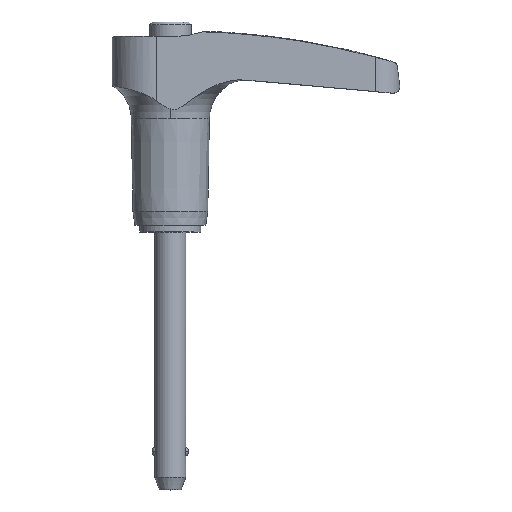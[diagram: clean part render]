
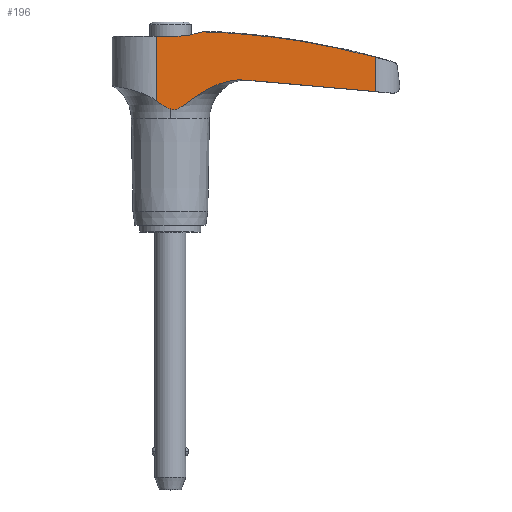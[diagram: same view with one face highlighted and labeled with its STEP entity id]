
A CAD part, top view. The second image highlights one B-rep face of the part: STEP entity #196.
In plain terms, the highlighted planar face has unit normal (0.068, 0, 0.998).
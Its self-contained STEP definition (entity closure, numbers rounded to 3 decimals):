
#196=ADVANCED_FACE('',(#394),#395,.T.);
#394=FACE_OUTER_BOUND('',#586,.T.);
#395=PLANE('',#587);
#586=EDGE_LOOP('',(#1113,#1114,#1115,#1116,#1117,#1118,#1119,#1120,#1121));
#587=AXIS2_PLACEMENT_3D('',#1122,#1123,#1124);
#1113=ORIENTED_EDGE('',*,*,#1287,.T.);
#1114=ORIENTED_EDGE('',*,*,#1319,.F.);
#1115=ORIENTED_EDGE('',*,*,#1327,.T.);
#1116=ORIENTED_EDGE('',*,*,#1314,.T.);
#1117=ORIENTED_EDGE('',*,*,#1349,.T.);
#1118=ORIENTED_EDGE('',*,*,#1339,.T.);
#1119=ORIENTED_EDGE('',*,*,#1174,.T.);
#1120=ORIENTED_EDGE('',*,*,#1275,.T.);
#1121=ORIENTED_EDGE('',*,*,#1214,.T.);
#1122=CARTESIAN_POINT('',(14.654,0.0,5.195));
#1123=DIRECTION('',(0.068,0.,0.998));
#1124=DIRECTION('',(0.998,0.,-0.068));
#1174=EDGE_CURVE('',#1412,#1410,#1413,.T.);
#1214=EDGE_CURVE('',#1479,#1480,#1481,.T.);
#1275=EDGE_CURVE('',#1410,#1479,#1568,.T.);
#1287=EDGE_CURVE('',#1480,#1582,#1585,.T.);
#1314=EDGE_CURVE('',#1618,#1619,#1620,.T.);
#1319=EDGE_CURVE('',#1624,#1582,#1626,.T.);
#1327=EDGE_CURVE('',#1624,#1618,#1636,.T.);
#1339=EDGE_CURVE('',#1649,#1412,#1650,.T.);
#1349=EDGE_CURVE('',#1619,#1649,#1660,.T.);
#1410=VERTEX_POINT('',#1968);
#1412=VERTEX_POINT('',#1977);
#1413=LINE('',#1978,#1979);
#1479=VERTEX_POINT('',#2244);
#1480=VERTEX_POINT('',#2245);
#1481=CIRCLE('',#2246,14.625);
#1568=B_SPLINE_CURVE_WITH_KNOTS('',3,(#2493,#2494,#2495,#2496,#2497,#2498,#2499,#2500,#2501,#2502,#2503,#2504,#2505,#2506,#2507,#2508),.UNSPECIFIED.,.F.,.F.,(4,2,2,2,2,2,2,4),(301.19,307.013,312.836,318.66,324.483,330.306,336.129,341.952),.UNSPECIFIED.);
#1582=VERTEX_POINT('',#2600);
#1585=LINE('',#2603,#2604);
#1618=VERTEX_POINT('',#2751);
#1619=VERTEX_POINT('',#2752);
#1620=LINE('',#2753,#2754);
#1624=VERTEX_POINT('',#2758);
#1626=LINE('',#2769,#2770);
#1636=B_SPLINE_CURVE_WITH_KNOTS('',3,(#2799,#2800,#2801,#2802,#2803,#2804,#2805,#2806,#2807,#2808,#2809,#2810),.UNSPECIFIED.,.F.,.F.,(4,2,2,2,2,4),(35.54,36.518,37.569,38.261,38.753,38.998),.UNSPECIFIED.);
#1649=VERTEX_POINT('',#2832);
#1650=(B_SPLINE_CURVE(2,(#2834,#2835,#2836),.UNSPECIFIED.,.F.,.F.)B_SPLINE_CURVE_WITH_KNOTS((3,3),(0.0,63.151),.UNSPECIFIED.)RATIONAL_B_SPLINE_CURVE((1.0,5.195,1.0))BOUNDED_CURVE()REPRESENTATION_ITEM('')GEOMETRIC_REPRESENTATION_ITEM()CURVE());
#1660=B_SPLINE_CURVE_WITH_KNOTS('',3,(#2922,#2923,#2924,#2925,#2926,#2927,#2928,#2929,#2930,#2931,#2932,#2933,#2934,#2935,#2936,#2937,#2938,#2939,#2940,#2941,#2942,#2943,#2944,#2945,#2946,#2947,#2948,#2949,#2950,#2951,#2952,#2953,#2954,#2955),.UNSPECIFIED.,.F.,.F.,(4,2,2,2,2,2,2,2,2,2,2,2,2,2,2,2,4),(40.115,40.363,40.612,40.86,41.108,41.605,42.312,43.397,44.407,45.813,47.219,48.575,49.253,49.932,51.094,52.257,53.447),.UNSPECIFIED.);
#1968=CARTESIAN_POINT('',(31.451,26.858,4.055));
#1977=CARTESIAN_POINT('',(31.451,21.561,4.055));
#1978=CARTESIAN_POINT('',(31.451,0.0,4.055));
#1979=VECTOR('',#2980,1.0);
#2244=CARTESIAN_POINT('',(4.934,30.74,5.855));
#2245=CARTESIAN_POINT('',(-0.991,30.09,6.257));
#2246=AXIS2_PLACEMENT_3D('',#3026,#3027,#3028);
#2493=CARTESIAN_POINT('',(37.043,25.188,3.675));
#2494=CARTESIAN_POINT('',(35.079,25.83,3.808));
#2495=CARTESIAN_POINT('',(33.077,26.425,3.944));
#2496=CARTESIAN_POINT('',(29.022,27.506,4.22));
#2497=CARTESIAN_POINT('',(26.97,27.992,4.359));
#2498=CARTESIAN_POINT('',(22.84,28.848,4.639));
#2499=CARTESIAN_POINT('',(20.761,29.217,4.78));
#2500=CARTESIAN_POINT('',(16.607,29.837,5.062));
#2501=CARTESIAN_POINT('',(14.531,30.087,5.203));
#2502=CARTESIAN_POINT('',(10.411,30.471,5.483));
#2503=CARTESIAN_POINT('',(8.366,30.605,5.622));
#2504=CARTESIAN_POINT('',(4.338,30.773,5.895));
#2505=CARTESIAN_POINT('',(2.355,30.807,6.03));
#2506=CARTESIAN_POINT('',(-1.518,30.807,6.293));
#2507=CARTESIAN_POINT('',(-3.501,30.773,6.428));
#2508=CARTESIAN_POINT('',(-5.515,30.689,6.564));
#2600=CARTESIAN_POINT('',(-2.143,30.09,6.335));
#2603=CARTESIAN_POINT('',(7.787,30.09,5.661));
#2604=VECTOR('',#3127,1.0);
#2751=CARTESIAN_POINT('',(0.,18.892,6.19));
#2752=CARTESIAN_POINT('',(0.,18.821,6.19));
#2753=CARTESIAN_POINT('',(0.0,12.338,6.19));
#2754=VECTOR('',#3164,1.0);
#2758=CARTESIAN_POINT('',(-2.143,20.158,6.335));
#2769=CARTESIAN_POINT('',(-2.143,0.0,6.335));
#2770=VECTOR('',#3171,1.0);
#2799=CARTESIAN_POINT('',(-2.967,20.742,6.391));
#2800=CARTESIAN_POINT('',(-2.699,20.557,6.373));
#2801=CARTESIAN_POINT('',(-2.381,20.329,6.352));
#2802=CARTESIAN_POINT('',(-1.833,19.935,6.314));
#2803=CARTESIAN_POINT('',(-1.492,19.69,6.291));
#2804=CARTESIAN_POINT('',(-1.008,19.37,6.258));
#2805=CARTESIAN_POINT('',(-0.773,19.224,6.242));
#2806=CARTESIAN_POINT('',(-0.423,19.043,6.219));
#2807=CARTESIAN_POINT('',(-0.259,18.969,6.208));
#2808=CARTESIAN_POINT('',(-0.005,18.891,6.19));
#2809=CARTESIAN_POINT('',(0.081,18.871,6.184));
#2810=CARTESIAN_POINT('',(0.166,18.857,6.179));
#2832=CARTESIAN_POINT('',(11.406,23.339,5.416));
#2834=CARTESIAN_POINT('',(-30.992,21.526,8.294));
#2835=CARTESIAN_POINT('',(0.418,24.405,6.162));
#2836=CARTESIAN_POINT('',(31.829,21.526,4.029));
#2922=CARTESIAN_POINT('',(-0.095,18.848,6.196));
#2923=CARTESIAN_POINT('',(-0.009,18.821,6.191));
#2924=CARTESIAN_POINT('',(0.078,18.8,6.185));
#2925=CARTESIAN_POINT('',(0.25,18.772,6.173));
#2926=CARTESIAN_POINT('',(0.336,18.765,6.167));
#2927=CARTESIAN_POINT('',(0.501,18.765,6.156));
#2928=CARTESIAN_POINT('',(0.587,18.772,6.15));
#2929=CARTESIAN_POINT('',(0.759,18.8,6.138));
#2930=CARTESIAN_POINT('',(0.846,18.821,6.132));
#2931=CARTESIAN_POINT('',(1.102,18.902,6.115));
#2932=CARTESIAN_POINT('',(1.267,18.978,6.104));
#2933=CARTESIAN_POINT('',(1.621,19.165,6.08));
#2934=CARTESIAN_POINT('',(1.859,19.317,6.064));
#2935=CARTESIAN_POINT('',(2.353,19.652,6.03));
#2936=CARTESIAN_POINT('',(2.701,19.909,6.007));
#2937=CARTESIAN_POINT('',(3.263,20.322,5.968));
#2938=CARTESIAN_POINT('',(3.589,20.561,5.946));
#2939=CARTESIAN_POINT('',(4.246,21.025,5.902));
#2940=CARTESIAN_POINT('',(4.672,21.313,5.873));
#2941=CARTESIAN_POINT('',(5.55,21.848,5.813));
#2942=CARTESIAN_POINT('',(6.,22.094,5.783));
#2943=CARTESIAN_POINT('',(6.828,22.493,5.726));
#2944=CARTESIAN_POINT('',(7.285,22.686,5.695));
#2945=CARTESIAN_POINT('',(7.987,22.925,5.648));
#2946=CARTESIAN_POINT('',(8.224,22.996,5.632));
#2947=CARTESIAN_POINT('',(8.692,23.119,5.6));
#2948=CARTESIAN_POINT('',(8.922,23.171,5.584));
#2949=CARTESIAN_POINT('',(9.524,23.284,5.543));
#2950=CARTESIAN_POINT('',(9.945,23.337,5.515));
#2951=CARTESIAN_POINT('',(10.791,23.376,5.457));
#2952=CARTESIAN_POINT('',(11.215,23.362,5.429));
#2953=CARTESIAN_POINT('',(11.993,23.278,5.376));
#2954=CARTESIAN_POINT('',(12.421,23.2,5.347));
#2955=CARTESIAN_POINT('',(12.836,23.081,5.318));
#2980=DIRECTION('',(0.0,1.0,0.));
#3026=CARTESIAN_POINT('',(0.418,44.647,6.162));
#3027=DIRECTION('',(-0.068,0.,-0.998));
#3028=DIRECTION('',(0.,1.0,0.));
#3127=DIRECTION('',(-0.998,0.,0.068));
#3164=DIRECTION('',(0.,-1.0,0.));
#3171=DIRECTION('',(0.0,1.0,0.));
